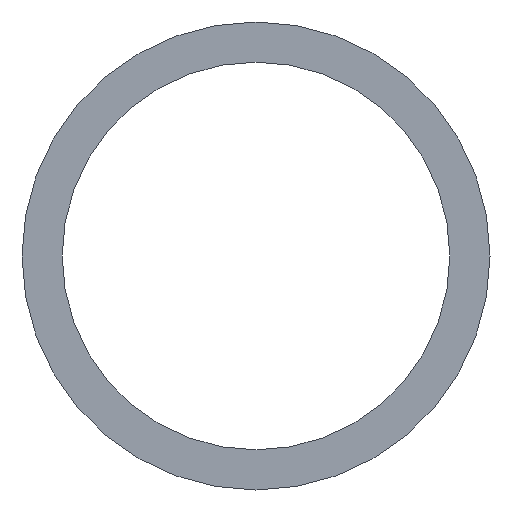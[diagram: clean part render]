
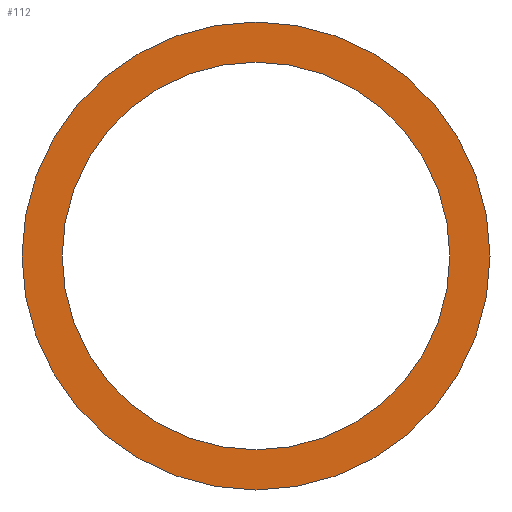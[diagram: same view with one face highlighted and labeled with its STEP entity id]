
A CAD part, left-side view. The second image highlights one B-rep face of the part: STEP entity #112.
In plain terms, the highlighted planar face has unit normal (-1, 0, 0).
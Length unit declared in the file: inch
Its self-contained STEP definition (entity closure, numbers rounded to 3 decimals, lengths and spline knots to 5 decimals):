
#23 = ORIENTED_EDGE ( 'NONE', *, *, #314, .T. ) ;
#41 = DIRECTION ( 'NONE',  ( 0., 0., 1. ) ) ;
#56 = PLANE ( 'NONE',  #200 ) ;
#63 = VERTEX_POINT ( 'NONE', #464 ) ;
#68 = AXIS2_PLACEMENT_3D ( 'NONE', #135, #429, #138 ) ;
#69 = CIRCLE ( 'NONE', #262, 1.37 ) ;
#82 = CARTESIAN_POINT ( 'NONE',  ( 0., 0., 1.135 ) ) ;
#98 = FACE_OUTER_BOUND ( 'NONE', #195, .T. ) ;
#105 = DIRECTION ( 'NONE',  ( 0., 0., -1. ) ) ;
#112 = ADVANCED_FACE ( 'NONE', ( #229, #98 ), #56, .F. ) ;
#113 = CIRCLE ( 'NONE', #68, 1.37 ) ;
#121 = CARTESIAN_POINT ( 'NONE',  ( 0., 0., 0. ) ) ;
#135 = CARTESIAN_POINT ( 'NONE',  ( 0., 0., 0. ) ) ;
#138 = DIRECTION ( 'NONE',  ( 0., 0., 1. ) ) ;
#146 = DIRECTION ( 'NONE',  ( 1., 0., 0. ) ) ;
#187 = EDGE_LOOP ( 'NONE', ( #358, #388 ) ) ;
#195 = EDGE_LOOP ( 'NONE', ( #23, #488 ) ) ;
#200 = AXIS2_PLACEMENT_3D ( 'NONE', #476, #146, #105 ) ;
#202 = DIRECTION ( 'NONE',  ( -1., 0., 0. ) ) ;
#204 = CIRCLE ( 'NONE', #543, 1.135 ) ;
#227 = VERTEX_POINT ( 'NONE', #271 ) ;
#229 = FACE_BOUND ( 'NONE', #187, .T. ) ;
#235 = VERTEX_POINT ( 'NONE', #474 ) ;
#262 = AXIS2_PLACEMENT_3D ( 'NONE', #538, #330, #41 ) ;
#271 = CARTESIAN_POINT ( 'NONE',  ( 0., 0., -1.37 ) ) ;
#293 = DIRECTION ( 'NONE',  ( 0., 0., 1. ) ) ;
#304 = AXIS2_PLACEMENT_3D ( 'NONE', #458, #408, #452 ) ;
#314 = EDGE_CURVE ( 'NONE', #63, #227, #69, .T. ) ;
#329 = EDGE_CURVE ( 'NONE', #433, #235, #481, .T. ) ;
#330 = DIRECTION ( 'NONE',  ( -1., 0., 0. ) ) ;
#358 = ORIENTED_EDGE ( 'NONE', *, *, #329, .F. ) ;
#388 = ORIENTED_EDGE ( 'NONE', *, *, #420, .F. ) ;
#408 = DIRECTION ( 'NONE',  ( -1., 0., 0. ) ) ;
#420 = EDGE_CURVE ( 'NONE', #235, #433, #204, .T. ) ;
#429 = DIRECTION ( 'NONE',  ( -1., 0., 0. ) ) ;
#433 = VERTEX_POINT ( 'NONE', #82 ) ;
#452 = DIRECTION ( 'NONE',  ( 0., 0., 1. ) ) ;
#458 = CARTESIAN_POINT ( 'NONE',  ( 0., 0., 0. ) ) ;
#464 = CARTESIAN_POINT ( 'NONE',  ( 0., 0., 1.37 ) ) ;
#474 = CARTESIAN_POINT ( 'NONE',  ( 0., 0., -1.135 ) ) ;
#476 = CARTESIAN_POINT ( 'NONE',  ( 0., 1.135, 0. ) ) ;
#481 = CIRCLE ( 'NONE', #304, 1.135 ) ;
#488 = ORIENTED_EDGE ( 'NONE', *, *, #500, .T. ) ;
#500 = EDGE_CURVE ( 'NONE', #227, #63, #113, .T. ) ;
#538 = CARTESIAN_POINT ( 'NONE',  ( 0., 0., 0. ) ) ;
#543 = AXIS2_PLACEMENT_3D ( 'NONE', #121, #202, #293 ) ;
